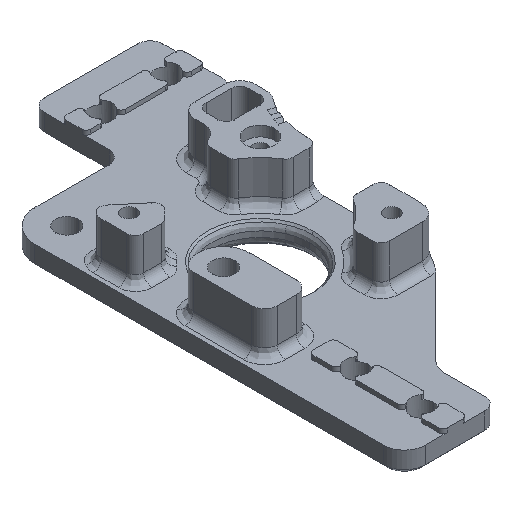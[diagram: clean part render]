
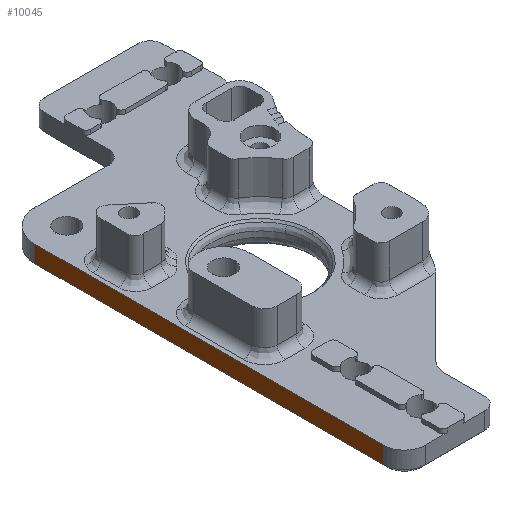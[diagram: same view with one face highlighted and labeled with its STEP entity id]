
A CAD part, isometric view. The second image highlights one B-rep face of the part: STEP entity #10045.
In plain terms, the highlighted planar face has unit normal (-1, 0, 0).
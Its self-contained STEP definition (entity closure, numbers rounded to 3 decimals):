
#113 = CARTESIAN_POINT ( 'NONE',  ( -20.5, 14.151, -43.306 ) ) ;
#154 = CARTESIAN_POINT ( 'NONE',  ( -20.5, -5.498, -47.306 ) ) ;
#166 = DIRECTION ( 'NONE',  ( 0., 0., -1. ) ) ;
#504 = FACE_OUTER_BOUND ( 'NONE', #7929, .T. ) ;
#565 = DIRECTION ( 'NONE',  ( 0., 0., -1. ) ) ;
#1061 = VECTOR ( 'NONE', #166, 1000. ) ;
#1144 = CARTESIAN_POINT ( 'NONE',  ( -20.5, -68.023, -43.306 ) ) ;
#1534 = EDGE_CURVE ( 'NONE', #11097, #7826, #4144, .T. ) ;
#1657 = CARTESIAN_POINT ( 'NONE',  ( -20.5, -68.023, -43.306 ) ) ;
#1693 = ORIENTED_EDGE ( 'NONE', *, *, #7450, .F. ) ;
#1707 = VERTEX_POINT ( 'NONE', #1657 ) ;
#2602 = CARTESIAN_POINT ( 'NONE',  ( -20.5, 14.151, -43.306 ) ) ;
#2860 = EDGE_CURVE ( 'NONE', #11097, #9926, #9895, .T. ) ;
#3401 = CARTESIAN_POINT ( 'NONE',  ( -20.5, -68.023, -47.306 ) ) ;
#4144 = LINE ( 'NONE', #154, #9802 ) ;
#4499 = VECTOR ( 'NONE', #8789, 1000. ) ;
#4782 = CARTESIAN_POINT ( 'NONE',  ( -20.5, 14.151, -43.306 ) ) ;
#5250 = AXIS2_PLACEMENT_3D ( 'NONE', #2602, #5536, #565 ) ;
#5536 = DIRECTION ( 'NONE',  ( 1., 0., 0. ) ) ;
#6653 = VECTOR ( 'NONE', #10111, 1000. ) ;
#7450 = EDGE_CURVE ( 'NONE', #9926, #1707, #12203, .T. ) ;
#7576 = PLANE ( 'NONE',  #5250 ) ;
#7826 = VERTEX_POINT ( 'NONE', #3401 ) ;
#7860 = ORIENTED_EDGE ( 'NONE', *, *, #2860, .F. ) ;
#7929 = EDGE_LOOP ( 'NONE', ( #10681, #1693, #7860, #10233 ) ) ;
#8489 = CARTESIAN_POINT ( 'NONE',  ( -20.5, 14.151, -47.306 ) ) ;
#8789 = DIRECTION ( 'NONE',  ( 0., 0., 1. ) ) ;
#9057 = CARTESIAN_POINT ( 'NONE',  ( -20.5, -25.147, -43.306 ) ) ;
#9263 = LINE ( 'NONE', #1144, #1061 ) ;
#9802 = VECTOR ( 'NONE', #10243, 1000. ) ;
#9895 = LINE ( 'NONE', #4782, #4499 ) ;
#9926 = VERTEX_POINT ( 'NONE', #113 ) ;
#10045 = ADVANCED_FACE ( 'NONE', ( #504 ), #7576, .F. ) ;
#10111 = DIRECTION ( 'NONE',  ( 0., -1., 0. ) ) ;
#10233 = ORIENTED_EDGE ( 'NONE', *, *, #1534, .T. ) ;
#10243 = DIRECTION ( 'NONE',  ( 0., -1., 0. ) ) ;
#10304 = EDGE_CURVE ( 'NONE', #1707, #7826, #9263, .T. ) ;
#10681 = ORIENTED_EDGE ( 'NONE', *, *, #10304, .F. ) ;
#11097 = VERTEX_POINT ( 'NONE', #8489 ) ;
#12203 = LINE ( 'NONE', #9057, #6653 ) ;
